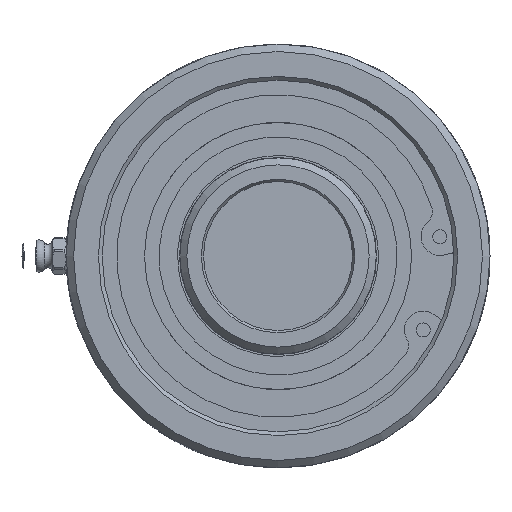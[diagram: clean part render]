
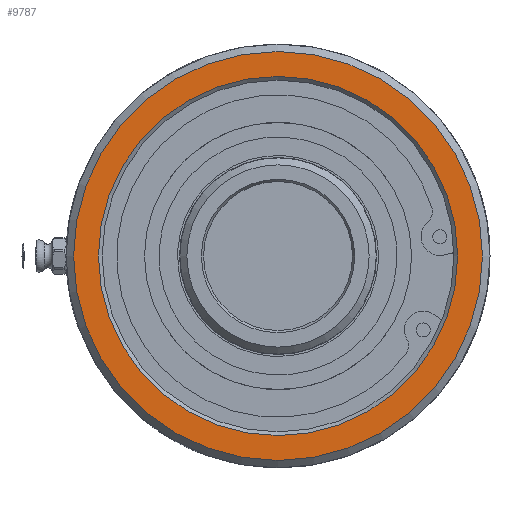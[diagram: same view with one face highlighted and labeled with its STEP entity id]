
A CAD part, left-side view. The second image highlights one B-rep face of the part: STEP entity #9787.
In plain terms, the highlighted planar face has unit normal (-1, 0, 0).
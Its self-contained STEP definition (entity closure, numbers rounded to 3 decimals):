
#451=PLANE('',#10528);
#561=FACE_BOUND('',#2161,.T.);
#1566=FACE_OUTER_BOUND('',#2160,.T.);
#2160=EDGE_LOOP('',(#8636));
#2161=EDGE_LOOP('',(#8637));
#2617=CIRCLE('',#10525,38.34);
#2619=CIRCLE('',#10529,43.65);
#4488=VERTEX_POINT('',#28090);
#4489=VERTEX_POINT('',#28097);
#5892=EDGE_CURVE('',#4488,#4488,#2617,.T.);
#5895=EDGE_CURVE('',#4489,#4489,#2619,.T.);
#8636=ORIENTED_EDGE('',*,*,#5895,.F.);
#8637=ORIENTED_EDGE('',*,*,#5892,.F.);
#9787=ADVANCED_FACE('',(#1566,#561),#451,.T.);
#10525=AXIS2_PLACEMENT_3D('',#28092,#12360,#12361);
#10528=AXIS2_PLACEMENT_3D('',#28096,#12367,#12368);
#10529=AXIS2_PLACEMENT_3D('',#28098,#12369,#12370);
#12360=DIRECTION('center_axis',(-1.,0.,0.));
#12361=DIRECTION('ref_axis',(0.,-1.,0.));
#12367=DIRECTION('center_axis',(-1.,0.,0.));
#12368=DIRECTION('ref_axis',(0.,0.,1.));
#12369=DIRECTION('center_axis',(1.,0.,0.));
#12370=DIRECTION('ref_axis',(0.,-1.,0.));
#28090=CARTESIAN_POINT('',(1.9,38.34,0.));
#28092=CARTESIAN_POINT('Origin',(1.9,0.,0.));
#28096=CARTESIAN_POINT('Origin',(1.9,22.625,0.));
#28097=CARTESIAN_POINT('',(1.9,43.65,0.));
#28098=CARTESIAN_POINT('Origin',(1.9,0.,0.));
